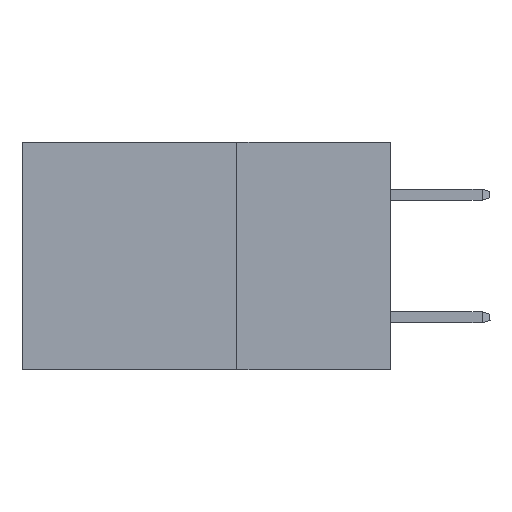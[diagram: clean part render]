
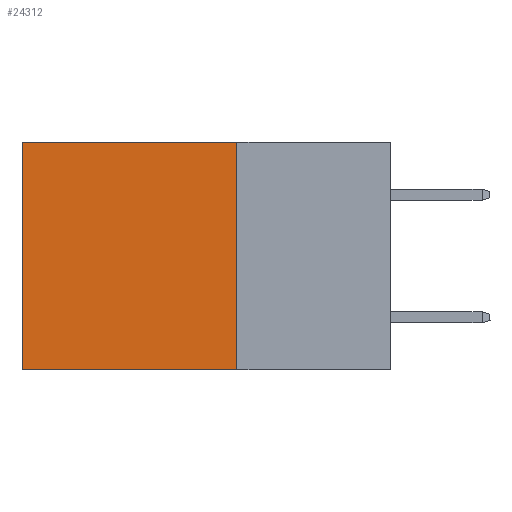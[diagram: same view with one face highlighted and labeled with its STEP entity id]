
A CAD part, left-side view. The second image highlights one B-rep face of the part: STEP entity #24312.
In plain terms, the highlighted planar face has unit normal (-1, 0, 0).
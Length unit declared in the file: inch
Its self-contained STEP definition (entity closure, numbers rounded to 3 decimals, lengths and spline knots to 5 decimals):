
#51 = CARTESIAN_POINT ( 'NONE',  ( 0.2875, 0.25, 0. ) ) ;
#363 = CARTESIAN_POINT ( 'NONE',  ( 0.2875, 0.25, 0. ) ) ;
#942 = LINE ( 'NONE', #22324, #15596 ) ;
#1389 = DIRECTION ( 'NONE',  ( 0., 0., -1. ) ) ;
#2790 = EDGE_LOOP ( 'NONE', ( #23264, #18604, #16897, #8003 ) ) ;
#2896 = CARTESIAN_POINT ( 'NONE',  ( 0.2875, 0.6, -0.37 ) ) ;
#3279 = AXIS2_PLACEMENT_3D ( 'NONE', #51, #8980, #4593 ) ;
#4593 = DIRECTION ( 'NONE',  ( 0., 0., -1. ) ) ;
#4947 = DIRECTION ( 'NONE',  ( 0., 1., 0. ) ) ;
#4980 = CARTESIAN_POINT ( 'NONE',  ( 0.2875, 0.25, -0.37 ) ) ;
#7876 = DIRECTION ( 'NONE',  ( 0., 1., 0. ) ) ;
#8003 = ORIENTED_EDGE ( 'NONE', *, *, #29210, .T. ) ;
#8980 = DIRECTION ( 'NONE',  ( 1., 0., 0. ) ) ;
#10442 = VERTEX_POINT ( 'NONE', #20019 ) ;
#11820 = CARTESIAN_POINT ( 'NONE',  ( 0.2875, 0.25, 0. ) ) ;
#12553 = CARTESIAN_POINT ( 'NONE',  ( 0.2875, 0.25, -0.37 ) ) ;
#12904 = VECTOR ( 'NONE', #7876, 39.37008 ) ;
#13207 = VERTEX_POINT ( 'NONE', #22805 ) ;
#13306 = VERTEX_POINT ( 'NONE', #4980 ) ;
#14211 = EDGE_CURVE ( 'NONE', #13306, #16373, #19255, .T. ) ;
#14335 = LINE ( 'NONE', #11820, #20176 ) ;
#15596 = VECTOR ( 'NONE', #1389, 39.37008 ) ;
#16373 = VERTEX_POINT ( 'NONE', #2896 ) ;
#16897 = ORIENTED_EDGE ( 'NONE', *, *, #21413, .F. ) ;
#18604 = ORIENTED_EDGE ( 'NONE', *, *, #14211, .F. ) ;
#18606 = VECTOR ( 'NONE', #22065, 39.37008 ) ;
#18619 = EDGE_CURVE ( 'NONE', #10442, #16373, #942, .T. ) ;
#19255 = LINE ( 'NONE', #12553, #12904 ) ;
#20019 = CARTESIAN_POINT ( 'NONE',  ( 0.2875, 0.6, 0. ) ) ;
#20176 = VECTOR ( 'NONE', #4947, 39.37008 ) ;
#20817 = FACE_OUTER_BOUND ( 'NONE', #2790, .T. ) ;
#21413 = EDGE_CURVE ( 'NONE', #13207, #13306, #24099, .T. ) ;
#21443 = PLANE ( 'NONE',  #3279 ) ;
#22065 = DIRECTION ( 'NONE',  ( 0., 0., -1. ) ) ;
#22324 = CARTESIAN_POINT ( 'NONE',  ( 0.2875, 0.6, 0. ) ) ;
#22805 = CARTESIAN_POINT ( 'NONE',  ( 0.2875, 0.25, 0. ) ) ;
#23264 = ORIENTED_EDGE ( 'NONE', *, *, #18619, .T. ) ;
#24099 = LINE ( 'NONE', #363, #18606 ) ;
#24312 = ADVANCED_FACE ( 'NONE', ( #20817 ), #21443, .F. ) ;
#29210 = EDGE_CURVE ( 'NONE', #13207, #10442, #14335, .T. ) ;
